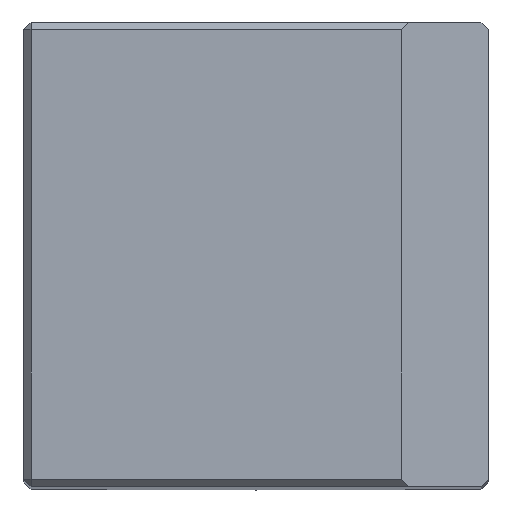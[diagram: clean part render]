
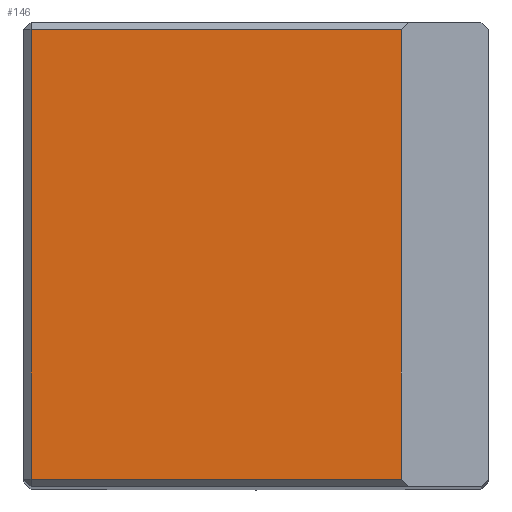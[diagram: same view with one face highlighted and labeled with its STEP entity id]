
A CAD part, top view. The second image highlights one B-rep face of the part: STEP entity #146.
In plain terms, the highlighted planar face has unit normal (0, 0, 1).
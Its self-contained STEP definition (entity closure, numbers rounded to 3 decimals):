
#146=ADVANCED_FACE('',(#219),#189,.T.);
#189=PLANE('',#900);
#219=FACE_OUTER_BOUND('',#252,.T.);
#252=EDGE_LOOP('',(#379,#380,#381,#382));
#379=ORIENTED_EDGE('',*,*,#622,.F.);
#380=ORIENTED_EDGE('',*,*,#623,.T.);
#381=ORIENTED_EDGE('',*,*,#624,.T.);
#382=ORIENTED_EDGE('',*,*,#625,.T.);
#547=VERTEX_POINT('',#1283);
#548=VERTEX_POINT('',#1284);
#549=VERTEX_POINT('',#1286);
#550=VERTEX_POINT('',#1288);
#622=EDGE_CURVE('',#547,#548,#714,.T.);
#623=EDGE_CURVE('',#547,#549,#715,.T.);
#624=EDGE_CURVE('',#549,#550,#716,.T.);
#625=EDGE_CURVE('',#550,#548,#717,.T.);
#714=LINE('',#1282,#785);
#715=LINE('',#1285,#786);
#716=LINE('',#1287,#787);
#717=LINE('',#1289,#788);
#785=VECTOR('',#1035,1.);
#786=VECTOR('',#1036,1.);
#787=VECTOR('',#1037,1.);
#788=VECTOR('',#1038,1.);
#900=AXIS2_PLACEMENT_3D('',#1290,#1039,#1040);
#1035=DIRECTION('',(0.,-1.,0.));
#1036=DIRECTION('',(-1.,0.,0.));
#1037=DIRECTION('',(0.,-1.,0.));
#1038=DIRECTION('',(1.,0.,0.));
#1039=DIRECTION('',(0.,0.,1.));
#1040=DIRECTION('',(0.,-1.,0.));
#1282=CARTESIAN_POINT('',(13.,0.,0.));
#1283=CARTESIAN_POINT('',(13.,15.75,0.));
#1284=CARTESIAN_POINT('',(13.,0.25,0.));
#1285=CARTESIAN_POINT('',(8.,15.75,0.));
#1286=CARTESIAN_POINT('',(0.25,15.75,0.));
#1287=CARTESIAN_POINT('',(0.25,0.,0.));
#1288=CARTESIAN_POINT('',(0.25,0.25,0.));
#1289=CARTESIAN_POINT('',(8.,0.25,0.));
#1290=CARTESIAN_POINT('',(8.,0.,0.));
